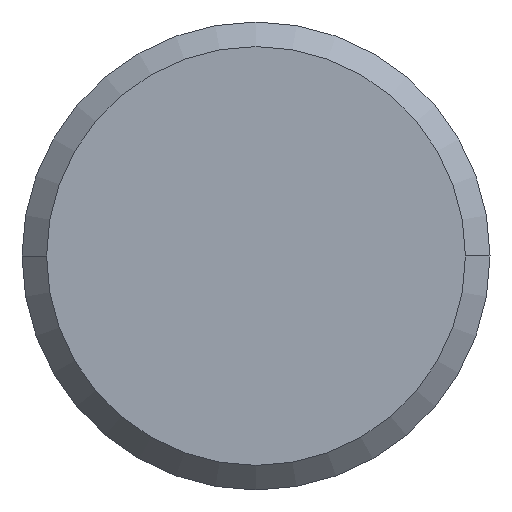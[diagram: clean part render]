
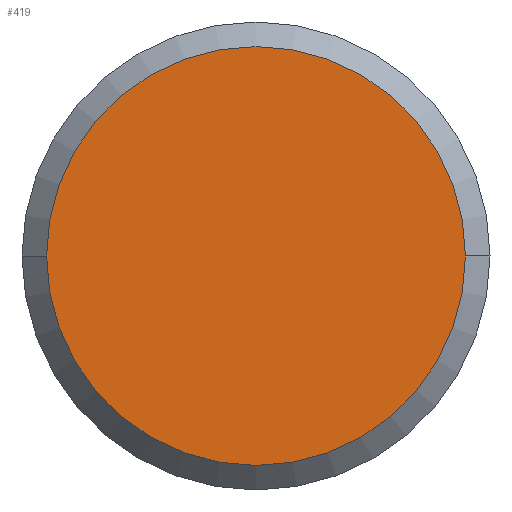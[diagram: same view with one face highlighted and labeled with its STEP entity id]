
A CAD part, left-side view. The second image highlights one B-rep face of the part: STEP entity #419.
In plain terms, the highlighted planar face has unit normal (-1, 0, 0).
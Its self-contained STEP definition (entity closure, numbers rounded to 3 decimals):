
#14 = FACE_OUTER_BOUND ( 'NONE', #98, .T. ) ;
#98 = EDGE_LOOP ( 'NONE', ( #321, #466 ) ) ;
#137 = CARTESIAN_POINT ( 'NONE',  ( -57.15, 0., 0. ) ) ;
#140 = VERTEX_POINT ( 'NONE', #361 ) ;
#141 = AXIS2_PLACEMENT_3D ( 'NONE', #191, #461, #223 ) ;
#153 = VERTEX_POINT ( 'NONE', #249 ) ;
#165 = CARTESIAN_POINT ( 'NONE',  ( -57.15, 0., 0. ) ) ;
#191 = CARTESIAN_POINT ( 'NONE',  ( -57.15, 0., 0. ) ) ;
#199 = DIRECTION ( 'NONE',  ( -1., 0., 0. ) ) ;
#223 = DIRECTION ( 'NONE',  ( 0., 1., 0. ) ) ;
#231 = CIRCLE ( 'NONE', #450, 4.263 ) ;
#243 = EDGE_CURVE ( 'NONE', #140, #153, #231, .T. ) ;
#249 = CARTESIAN_POINT ( 'NONE',  ( -57.15, 4.262, 0. ) ) ;
#261 = DIRECTION ( 'NONE',  ( 0., 1., 0. ) ) ;
#303 = CIRCLE ( 'NONE', #141, 4.263 ) ;
#308 = EDGE_CURVE ( 'NONE', #153, #140, #303, .T. ) ;
#321 = ORIENTED_EDGE ( 'NONE', *, *, #308, .F. ) ;
#352 = AXIS2_PLACEMENT_3D ( 'NONE', #165, #199, #469 ) ;
#361 = CARTESIAN_POINT ( 'NONE',  ( -57.15, -4.263, 0. ) ) ;
#389 = PLANE ( 'NONE',  #352 ) ;
#419 = ADVANCED_FACE ( 'NONE', ( #14 ), #389, .T. ) ;
#450 = AXIS2_PLACEMENT_3D ( 'NONE', #137, #477, #261 ) ;
#461 = DIRECTION ( 'NONE',  ( 1., 0., 0. ) ) ;
#466 = ORIENTED_EDGE ( 'NONE', *, *, #243, .F. ) ;
#469 = DIRECTION ( 'NONE',  ( 0., -1., 0. ) ) ;
#477 = DIRECTION ( 'NONE',  ( 1., 0., 0. ) ) ;
